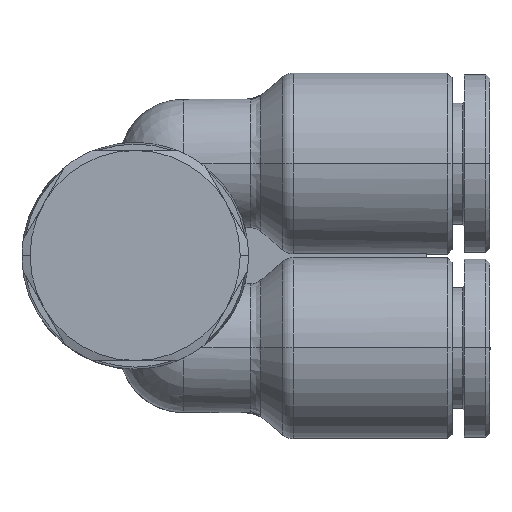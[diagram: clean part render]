
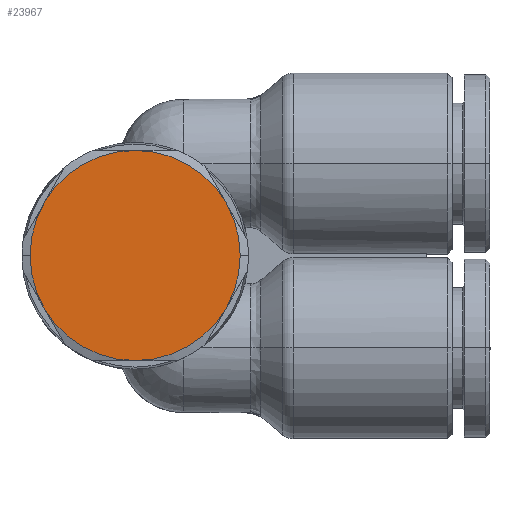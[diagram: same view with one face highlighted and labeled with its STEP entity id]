
A CAD part, top view. The second image highlights one B-rep face of the part: STEP entity #23967.
In plain terms, the highlighted planar face has unit normal (0, 0, 1).
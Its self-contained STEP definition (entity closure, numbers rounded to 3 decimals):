
#3452=CARTESIAN_POINT('',(-7.5,5.7,9.75));
#3453=VERTEX_POINT('',#3452);
#3461=CARTESIAN_POINT('',(-6.629,2.45,9.75));
#3462=VERTEX_POINT('',#3461);
#3476=CARTESIAN_POINT('',(-1.,5.7,9.75));
#3477=DIRECTION('',(0.0,0.0,1.0));
#3478=DIRECTION('',(1.0,0.0,0.0));
#3479=AXIS2_PLACEMENT_3D('',#3476,#3477,#3478);
#3480=CIRCLE('',#3479,6.5);
#3481=EDGE_CURVE('',#3453,#3462,#3480,.T.);
#3491=CARTESIAN_POINT('',(5.5,5.7,9.75));
#3492=VERTEX_POINT('',#3491);
#3499=CARTESIAN_POINT('',(4.629,2.45,9.75));
#3500=VERTEX_POINT('',#3499);
#3501=CARTESIAN_POINT('',(-1.,5.7,9.75));
#3502=DIRECTION('',(0.0,0.0,1.0));
#3503=DIRECTION('',(1.0,0.0,0.0));
#3504=AXIS2_PLACEMENT_3D('',#3501,#3502,#3503);
#3505=CIRCLE('',#3504,6.5);
#3506=EDGE_CURVE('',#3500,#3492,#3505,.T.);
#23369=CARTESIAN_POINT('',(-1.,12.2,9.75));
#23370=VERTEX_POINT('',#23369);
#23393=CARTESIAN_POINT('',(-6.629,8.95,9.75));
#23394=VERTEX_POINT('',#23393);
#23408=CARTESIAN_POINT('',(-1.,5.7,9.75));
#23409=DIRECTION('',(0.0,0.0,1.0));
#23410=DIRECTION('',(1.0,0.0,0.0));
#23411=AXIS2_PLACEMENT_3D('',#23408,#23409,#23410);
#23412=CIRCLE('',#23411,6.5);
#23413=EDGE_CURVE('',#23370,#23394,#23412,.T.);
#23425=CARTESIAN_POINT('',(4.629,8.95,9.75));
#23426=VERTEX_POINT('',#23425);
#23462=CARTESIAN_POINT('',(-1.,5.7,9.75));
#23463=DIRECTION('',(0.0,0.0,1.0));
#23464=DIRECTION('',(1.0,0.0,0.0));
#23465=AXIS2_PLACEMENT_3D('',#23462,#23463,#23464);
#23466=CIRCLE('',#23465,6.5);
#23467=EDGE_CURVE('',#23426,#23370,#23466,.T.);
#23500=CARTESIAN_POINT('',(-1.,5.7,9.75));
#23501=DIRECTION('',(0.0,0.0,1.0));
#23502=DIRECTION('',(1.0,0.0,0.0));
#23503=AXIS2_PLACEMENT_3D('',#23500,#23501,#23502);
#23504=CIRCLE('',#23503,6.5);
#23505=EDGE_CURVE('',#3492,#23426,#23504,.T.);
#23530=CARTESIAN_POINT('',(-1.,-0.8,9.75));
#23531=VERTEX_POINT('',#23530);
#23532=CARTESIAN_POINT('',(-1.,5.7,9.75));
#23533=DIRECTION('',(0.0,0.0,1.0));
#23534=DIRECTION('',(1.0,0.0,0.0));
#23535=AXIS2_PLACEMENT_3D('',#23532,#23533,#23534);
#23536=CIRCLE('',#23535,6.5);
#23537=EDGE_CURVE('',#23531,#3500,#23536,.T.);
#23584=CARTESIAN_POINT('',(-1.,5.7,9.75));
#23585=DIRECTION('',(0.0,0.0,1.0));
#23586=DIRECTION('',(1.0,0.0,0.0));
#23587=AXIS2_PLACEMENT_3D('',#23584,#23585,#23586);
#23588=CIRCLE('',#23587,6.5);
#23589=EDGE_CURVE('',#3462,#23531,#23588,.T.);
#23622=CARTESIAN_POINT('',(-1.,5.7,9.75));
#23623=DIRECTION('',(0.0,0.0,1.0));
#23624=DIRECTION('',(1.0,0.0,0.0));
#23625=AXIS2_PLACEMENT_3D('',#23622,#23623,#23624);
#23626=CIRCLE('',#23625,6.5);
#23627=EDGE_CURVE('',#23394,#3453,#23626,.T.);
#23952=CARTESIAN_POINT('',(2.25,5.7,9.75));
#23953=DIRECTION('',(0.0,0.0,1.0));
#23954=DIRECTION('',(-1.0,0.0,0.0));
#23955=AXIS2_PLACEMENT_3D('',#23952,#23953,#23954);
#23956=PLANE('',#23955);
#23957=ORIENTED_EDGE('',*,*,#23627,.T.);
#23958=ORIENTED_EDGE('',*,*,#3481,.T.);
#23959=ORIENTED_EDGE('',*,*,#23589,.T.);
#23960=ORIENTED_EDGE('',*,*,#23537,.T.);
#23961=ORIENTED_EDGE('',*,*,#3506,.T.);
#23962=ORIENTED_EDGE('',*,*,#23505,.T.);
#23963=ORIENTED_EDGE('',*,*,#23467,.T.);
#23964=ORIENTED_EDGE('',*,*,#23413,.T.);
#23965=EDGE_LOOP('',(#23957,#23958,#23959,#23960,#23961,#23962,#23963,#23964));
#23966=FACE_OUTER_BOUND('',#23965,.T.);
#23967=ADVANCED_FACE('',(#23966),#23956,.T.);
